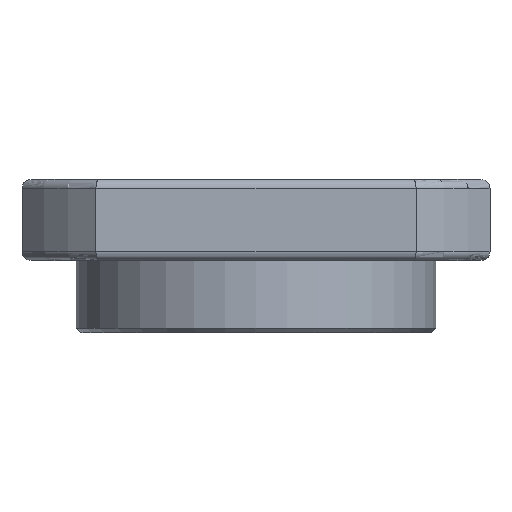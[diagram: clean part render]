
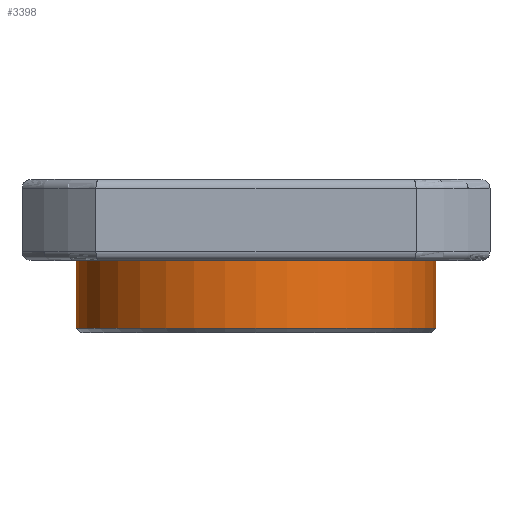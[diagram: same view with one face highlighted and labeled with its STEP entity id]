
A CAD part, front view. The second image highlights one B-rep face of the part: STEP entity #3398.
In plain terms, the highlighted cylindrical face has radius 20 mm (diameter 40 mm), a partial arc.
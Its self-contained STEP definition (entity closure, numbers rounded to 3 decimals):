
#225 = VECTOR ( 'NONE', #8989, 1000. ) ;
#549 = CIRCLE ( 'NONE', #620, 20. ) ;
#620 = AXIS2_PLACEMENT_3D ( 'NONE', #7970, #1975, #2013 ) ;
#1204 = CARTESIAN_POINT ( 'NONE',  ( 0., 0., -9. ) ) ;
#1731 = EDGE_CURVE ( 'NONE', #10521, #8079, #549, .T. ) ;
#1975 = DIRECTION ( 'NONE',  ( 0., 0., 1. ) ) ;
#2013 = DIRECTION ( 'NONE',  ( -1., 0., 0. ) ) ;
#2082 = DIRECTION ( 'NONE',  ( -1., 0., 0. ) ) ;
#2469 = ORIENTED_EDGE ( 'NONE', *, *, #2477, .T. ) ;
#2477 = EDGE_CURVE ( 'NONE', #3043, #10521, #9788, .T. ) ;
#2518 = EDGE_CURVE ( 'NONE', #5054, #8079, #2553, .T. ) ;
#2553 = LINE ( 'NONE', #8952, #225 ) ;
#2650 = CIRCLE ( 'NONE', #3113, 20. ) ;
#2813 = FACE_OUTER_BOUND ( 'NONE', #3294, .T. ) ;
#2929 = CARTESIAN_POINT ( 'NONE',  ( 20., 0., -16.5 ) ) ;
#3043 = VERTEX_POINT ( 'NONE', #7984 ) ;
#3099 = DIRECTION ( 'NONE',  ( 0., 0., -1. ) ) ;
#3113 = AXIS2_PLACEMENT_3D ( 'NONE', #1204, #7218, #2082 ) ;
#3218 = CARTESIAN_POINT ( 'NONE',  ( 0., 0., -34.404 ) ) ;
#3294 = EDGE_LOOP ( 'NONE', ( #3815, #9279, #2469, #7842 ) ) ;
#3398 = ADVANCED_FACE ( 'NONE', ( #2813 ), #7103, .T. ) ;
#3815 = ORIENTED_EDGE ( 'NONE', *, *, #2518, .F. ) ;
#4116 = CARTESIAN_POINT ( 'NONE',  ( -20., 0., -34.404 ) ) ;
#5054 = VERTEX_POINT ( 'NONE', #6596 ) ;
#5829 = EDGE_CURVE ( 'NONE', #5054, #3043, #2650, .T. ) ;
#6596 = CARTESIAN_POINT ( 'NONE',  ( 20., 0., -9. ) ) ;
#6644 = CARTESIAN_POINT ( 'NONE',  ( -20., 0., -16.5 ) ) ;
#7103 = CYLINDRICAL_SURFACE ( 'NONE', #8406, 20. ) ;
#7218 = DIRECTION ( 'NONE',  ( 0., 0., -1. ) ) ;
#7263 = VECTOR ( 'NONE', #3099, 1000. ) ;
#7842 = ORIENTED_EDGE ( 'NONE', *, *, #1731, .T. ) ;
#7970 = CARTESIAN_POINT ( 'NONE',  ( 0., 0., -16.5 ) ) ;
#7984 = CARTESIAN_POINT ( 'NONE',  ( -20., 0., -9. ) ) ;
#8079 = VERTEX_POINT ( 'NONE', #2929 ) ;
#8406 = AXIS2_PLACEMENT_3D ( 'NONE', #3218, #9184, #10037 ) ;
#8952 = CARTESIAN_POINT ( 'NONE',  ( 20., 0., -34.404 ) ) ;
#8989 = DIRECTION ( 'NONE',  ( 0., 0., -1. ) ) ;
#9184 = DIRECTION ( 'NONE',  ( 0., 0., -1. ) ) ;
#9279 = ORIENTED_EDGE ( 'NONE', *, *, #5829, .T. ) ;
#9788 = LINE ( 'NONE', #4116, #7263 ) ;
#10037 = DIRECTION ( 'NONE',  ( -1., 0., 0. ) ) ;
#10521 = VERTEX_POINT ( 'NONE', #6644 ) ;
